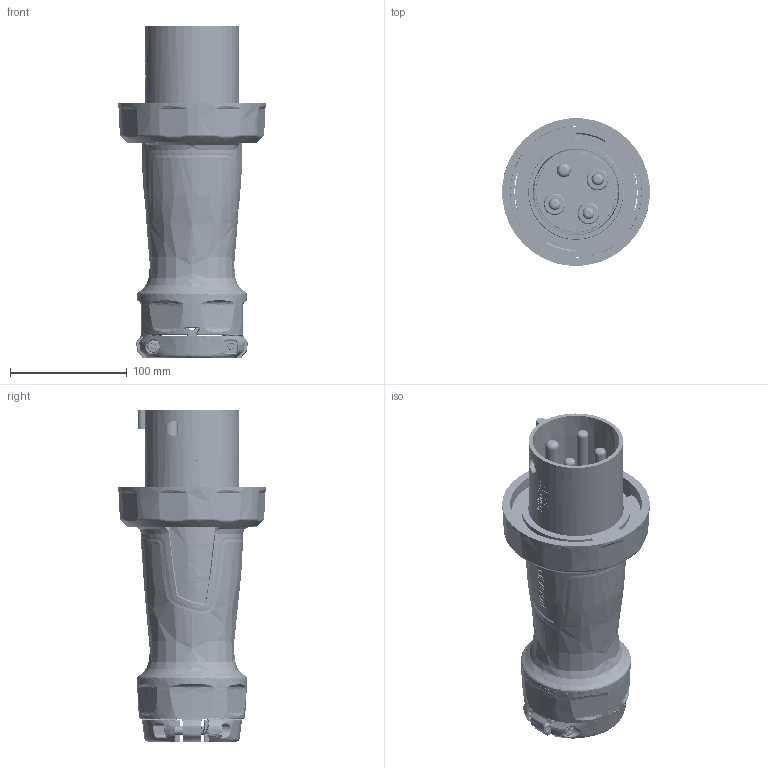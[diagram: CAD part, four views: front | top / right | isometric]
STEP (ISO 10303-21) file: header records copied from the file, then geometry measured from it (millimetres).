
FILE_DESCRIPTION (( 'STEP AP214' ), '1' );
FILE_NAME ('ORC6181-M01.STEP', '2025-03-18T00:58:11', ( '' ), ( '' ), 'SwSTEP 2.0', 'SolidWorks 2024', '' );
FILE_SCHEMA (( 'AUTOMOTIVE_DESIGN' ));
Length unit declared in the file: inch
Products named in the file (1): ORC6181-M01
Bounding box: 126.28 x 126.28 x 284.71 mm (x, y, z)
Volume: 784076.5 mm3; surface area: 351327.1 mm2
Topology: 24 solids, 30 shells, 8843 faces, 21036 edges, 12249 vertices
Faces by surface type: bspline 4267, plane 1975, cylinder 1801, cone 359, sphere 286, torus 155
Entity records: 555710 total; most frequent: CARTESIAN_POINT 393894, ORIENTED_EDGE 41456, DIRECTION 22929, EDGE_CURVE 20728, VERTEX_POINT 12243, EDGE_LOOP 9177, ADVANCED_FACE 8843, FACE_OUTER_BOUND 8843
